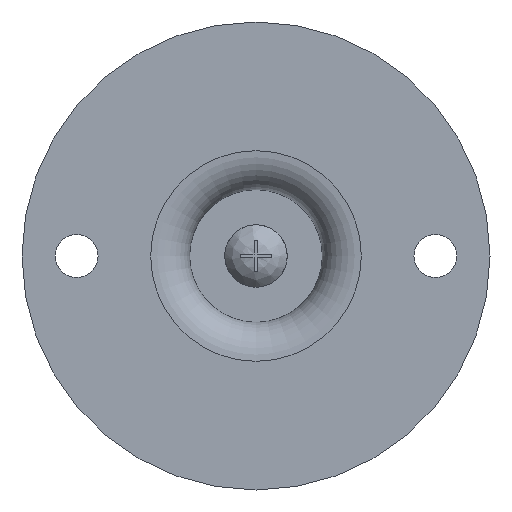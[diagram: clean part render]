
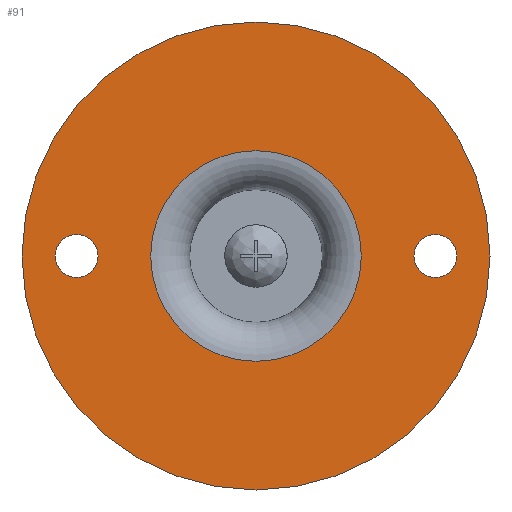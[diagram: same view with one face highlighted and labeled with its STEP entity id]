
A CAD part, front view. The second image highlights one B-rep face of the part: STEP entity #91.
In plain terms, the highlighted planar face has unit normal (0, -1, 0).
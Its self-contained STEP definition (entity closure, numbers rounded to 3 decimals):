
#91 = ADVANCED_FACE( '', ( #215, #216, #217, #218 ), #219, .F. );
#215 = FACE_BOUND( '', #382, .T. );
#216 = FACE_BOUND( '', #383, .T. );
#217 = FACE_OUTER_BOUND( '', #384, .T. );
#218 = FACE_BOUND( '', #385, .T. );
#219 = PLANE( '', #386 );
#382 = EDGE_LOOP( '', ( #617 ) );
#383 = EDGE_LOOP( '', ( #618 ) );
#384 = EDGE_LOOP( '', ( #619 ) );
#385 = EDGE_LOOP( '', ( #620 ) );
#386 = AXIS2_PLACEMENT_3D( '', #621, #622, #623 );
#617 = ORIENTED_EDGE( '', *, *, #958, .F. );
#618 = ORIENTED_EDGE( '', *, *, #940, .F. );
#619 = ORIENTED_EDGE( '', *, *, #959, .T. );
#620 = ORIENTED_EDGE( '', *, *, #960, .T. );
#621 = CARTESIAN_POINT( '', ( 30., 0., 0. ) );
#622 = DIRECTION( '', ( 0., 1., 0. ) );
#623 = DIRECTION( '', ( 0., 0., 1. ) );
#940 = EDGE_CURVE( '', #1099, #1099, #1100, .F. );
#958 = EDGE_CURVE( '', #1129, #1129, #1130, .T. );
#959 = EDGE_CURVE( '', #1131, #1131, #1132, .T. );
#960 = EDGE_CURVE( '', #1133, #1133, #1134, .T. );
#1099 = VERTEX_POINT( '', #1342 );
#1100 = CIRCLE( '', #1343, 2.75 );
#1129 = VERTEX_POINT( '', #1399 );
#1130 = CIRCLE( '', #1400, 13.5 );
#1131 = VERTEX_POINT( '', #1401 );
#1132 = CIRCLE( '', #1402, 30. );
#1133 = VERTEX_POINT( '', #1403 );
#1134 = CIRCLE( '', #1404, 2.75 );
#1342 = CARTESIAN_POINT( '', ( 23., 0., 2.75 ) );
#1343 = AXIS2_PLACEMENT_3D( '', #1681, #1682, #1683 );
#1399 = CARTESIAN_POINT( '', ( 0., 0., -13.5 ) );
#1400 = AXIS2_PLACEMENT_3D( '', #1696, #1697, #1698 );
#1401 = CARTESIAN_POINT( '', ( 0., 0., -30. ) );
#1402 = AXIS2_PLACEMENT_3D( '', #1699, #1700, #1701 );
#1403 = CARTESIAN_POINT( '', ( -20.25, 0., 0. ) );
#1404 = AXIS2_PLACEMENT_3D( '', #1702, #1703, #1704 );
#1681 = CARTESIAN_POINT( '', ( 23., 0., 0. ) );
#1682 = DIRECTION( '', ( 0., 1., 0. ) );
#1683 = DIRECTION( '', ( 0., 0., 1. ) );
#1696 = CARTESIAN_POINT( '', ( 0., 0., 0. ) );
#1697 = DIRECTION( '', ( 0., -1., 0. ) );
#1698 = DIRECTION( '', ( 0., 0., -1. ) );
#1699 = CARTESIAN_POINT( '', ( 0., 0., 0. ) );
#1700 = DIRECTION( '', ( 0., -1., 0. ) );
#1701 = DIRECTION( '', ( 0., 0., -1. ) );
#1702 = CARTESIAN_POINT( '', ( -23., 0., 0. ) );
#1703 = DIRECTION( '', ( 0., 1., 0. ) );
#1704 = DIRECTION( '', ( 1., 0., 0. ) );
